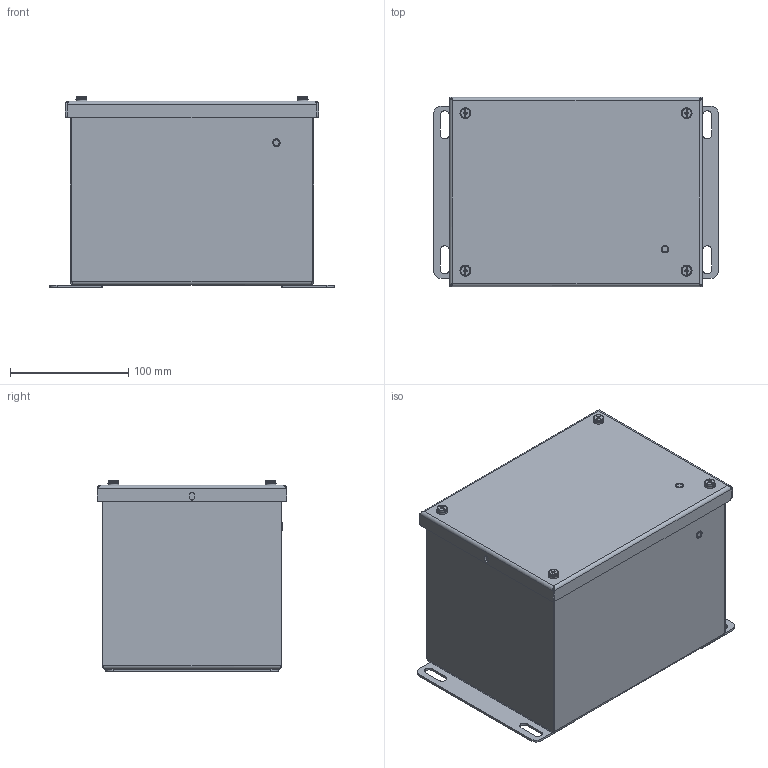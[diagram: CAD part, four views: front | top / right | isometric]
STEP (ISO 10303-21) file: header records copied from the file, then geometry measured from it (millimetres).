
FILE_DESCRIPTION (( 'STEP AP203' ), '1' );
FILE_NAME ('SCE-8066SC.step', '2021-02-09T19:58:54', ( 'ADC123' ), ( 'Microsoft' ), 'SwSTEP 2.0', 'SolidWorks 2019', '' );
FILE_SCHEMA (( 'CONFIG_CONTROL_DESIGN' ));
Length unit declared in the file: inch
Products named in the file (1): SCE-8066SC
Bounding box: 241.3 x 160.34 x 161.56 mm (x, y, z)
Surface area: 468568.8 mm2 (no closed solid volume)
Topology: 0 solids, 28 shells, 879 faces, 2238 edges, 1288 vertices
Faces by surface type: plane 397, bspline 236, cylinder 216, cone 30
Full cylindrical faces by diameter (mm): 3.708 x4, 4.775 x10, 4.826 x8, 4.905 x2, 5.537 x2, 5.588 x4, 6.35 x8, 6.502 x2, 6.604 x4, 6.756 x4, 6.858 x4, 7.112 x4, 7.14 x4, 7.417 x8, 8.052 x4, 8.484 x4, 8.636 x4, 9.195 x4, 9.474 x4
Entity records: 32620 total; most frequent: CARTESIAN_POINT 14580, ORIENTED_EDGE 3716, DIRECTION 3240, EDGE_CURVE 1866, VERTEX_POINT 1218, AXIS2_PLACEMENT_3D 1142, EDGE_LOOP 1124, FACE_OUTER_BOUND 1007
